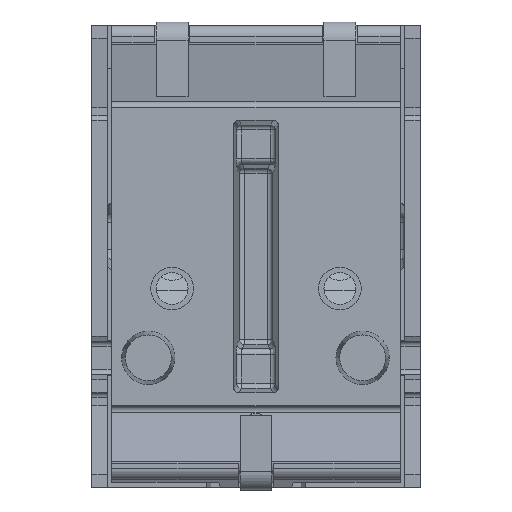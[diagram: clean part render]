
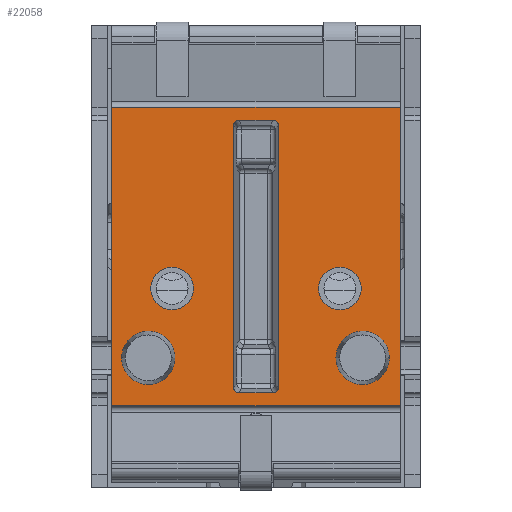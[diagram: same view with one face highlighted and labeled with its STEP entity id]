
A CAD part, front view. The second image highlights one B-rep face of the part: STEP entity #22058.
In plain terms, the highlighted planar face has unit normal (0, -1, 0).
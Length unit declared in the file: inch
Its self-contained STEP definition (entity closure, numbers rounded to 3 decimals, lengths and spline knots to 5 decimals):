
#129=DIRECTION('',(0.,0.,-1.));
#130=VECTOR('',#129,0.28);
#131=CARTESIAN_POINT('',(-0.1355,-0.025,0.14));
#132=LINE('',#131,#130);
#7770=CARTESIAN_POINT('',(0.07875,-0.025,-0.03));
#7771=DIRECTION('',(0.,-1.,0.));
#7772=DIRECTION('',(1.,0.,0.));
#7773=AXIS2_PLACEMENT_3D('',#7770,#7771,#7772);
#7778=CARTESIAN_POINT('',(0.07875,-0.025,-0.03));
#7779=DIRECTION('',(0.,-1.,0.));
#7780=DIRECTION('',(-1.,0.,0.));
#7781=AXIS2_PLACEMENT_3D('',#7778,#7779,#7780);
#7786=CARTESIAN_POINT('',(-0.07875,-0.025,-0.03));
#7787=DIRECTION('',(0.,-1.,0.));
#7788=DIRECTION('',(1.,0.,0.));
#7789=AXIS2_PLACEMENT_3D('',#7786,#7787,#7788);
#7794=CARTESIAN_POINT('',(-0.07875,-0.025,-0.03));
#7795=DIRECTION('',(0.,-1.,0.));
#7796=DIRECTION('',(-1.,0.,0.));
#7797=AXIS2_PLACEMENT_3D('',#7794,#7795,#7796);
#7802=DIRECTION('',(0.,0.,-1.));
#7803=VECTOR('',#7802,0.24601);
#7804=CARTESIAN_POINT('',(0.021,-0.025,0.123));
#7805=LINE('',#7804,#7803);
#7809=DIRECTION('',(1.,0.,0.));
#7810=VECTOR('',#7809,0.03203);
#7811=CARTESIAN_POINT('',(-0.01602,-0.025,0.128));
#7812=LINE('',#7811,#7810);
#7816=DIRECTION('',(0.,0.,-1.));
#7817=VECTOR('',#7816,0.24601);
#7818=CARTESIAN_POINT('',(-0.021,-0.025,0.123));
#7819=LINE('',#7818,#7817);
#7823=DIRECTION('',(1.,0.,0.));
#7824=VECTOR('',#7823,0.03203);
#7825=CARTESIAN_POINT('',(-0.01602,-0.025,-0.128));
#7826=LINE('',#7825,#7824);
#7830=DIRECTION('',(-1.,0.,0.));
#7831=VECTOR('',#7830,0.271);
#7832=CARTESIAN_POINT('',(0.1355,-0.025,0.14));
#7833=LINE('',#7832,#7831);
#7837=DIRECTION('',(-1.,0.,0.));
#7838=VECTOR('',#7837,0.271);
#7839=CARTESIAN_POINT('',(0.1355,-0.025,-0.14));
#7840=LINE('',#7839,#7838);
#7956=CARTESIAN_POINT('',(-0.101,-0.025,-0.095));
#7957=DIRECTION('',(0.,-1.,0.));
#7958=DIRECTION('',(1.,0.,0.));
#7959=AXIS2_PLACEMENT_3D('',#7956,#7957,#7958);
#7964=CARTESIAN_POINT('',(-0.101,-0.025,-0.095));
#7965=DIRECTION('',(0.,-1.,0.));
#7966=DIRECTION('',(-1.,0.,0.));
#7967=AXIS2_PLACEMENT_3D('',#7964,#7965,#7966);
#7972=CARTESIAN_POINT('',(0.1,-0.025,-0.095));
#7973=DIRECTION('',(0.,-1.,0.));
#7974=DIRECTION('',(1.,0.,0.));
#7975=AXIS2_PLACEMENT_3D('',#7972,#7973,#7974);
#7980=CARTESIAN_POINT('',(0.1,-0.025,-0.095));
#7981=DIRECTION('',(0.,-1.,0.));
#7982=DIRECTION('',(-1.,0.,0.));
#7983=AXIS2_PLACEMENT_3D('',#7980,#7981,#7982);
#10349=DIRECTION('',(0.,0.,-1.));
#10350=VECTOR('',#10349,0.28);
#10351=CARTESIAN_POINT('',(0.1355,-0.025,0.14));
#10352=LINE('',#10351,#10350);
#12195=CARTESIAN_POINT('',(0.01602,-0.025,0.128));
#12196=CARTESIAN_POINT('',(0.01685,-0.025,0.128));
#12197=CARTESIAN_POINT('',(0.01815,-0.025,0.12764));
#12198=CARTESIAN_POINT('',(0.01962,-0.025,0.12661));
#12199=CARTESIAN_POINT('',(0.02064,-0.025,0.12514));
#12200=CARTESIAN_POINT('',(0.021,-0.025,0.12384));
#12201=CARTESIAN_POINT('',(0.021,-0.025,0.123));
#12463=CARTESIAN_POINT('',(0.021,-0.025,-0.123));
#12464=CARTESIAN_POINT('',(0.021,-0.025,-0.12384));
#12465=CARTESIAN_POINT('',(0.02064,-0.025,-0.12514));
#12466=CARTESIAN_POINT('',(0.01962,-0.025,-0.12661));
#12467=CARTESIAN_POINT('',(0.01815,-0.025,-0.12764));
#12468=CARTESIAN_POINT('',(0.01685,-0.025,-0.128));
#12469=CARTESIAN_POINT('',(0.01602,-0.025,-0.128));
#12482=CARTESIAN_POINT('',(-0.01602,-0.025,-0.128));
#12483=CARTESIAN_POINT('',(-0.01685,-0.025,-0.128));
#12484=CARTESIAN_POINT('',(-0.01815,-0.025,-0.12764));
#12485=CARTESIAN_POINT('',(-0.01962,-0.025,-0.12661));
#12486=CARTESIAN_POINT('',(-0.02064,-0.025,-0.12514));
#12487=CARTESIAN_POINT('',(-0.021,-0.025,-0.12384));
#12488=CARTESIAN_POINT('',(-0.021,-0.025,-0.123));
#12574=CARTESIAN_POINT('',(-0.021,-0.025,0.123));
#12575=CARTESIAN_POINT('',(-0.021,-0.025,0.12384));
#12576=CARTESIAN_POINT('',(-0.02064,-0.025,0.12514));
#12577=CARTESIAN_POINT('',(-0.01962,-0.025,0.12661));
#12578=CARTESIAN_POINT('',(-0.01815,-0.025,0.12764));
#12579=CARTESIAN_POINT('',(-0.01685,-0.025,0.128));
#12580=CARTESIAN_POINT('',(-0.01602,-0.025,0.128));
#13866=CARTESIAN_POINT('',(0.09875,-0.025,-0.03));
#13867=CARTESIAN_POINT('',(0.05875,-0.025,-0.03));
#13868=VERTEX_POINT('',#13866);
#13869=VERTEX_POINT('',#13867);
#13870=CARTESIAN_POINT('',(-0.05875,-0.025,-0.03));
#13871=CARTESIAN_POINT('',(-0.09875,-0.025,-0.03));
#13872=VERTEX_POINT('',#13870);
#13873=VERTEX_POINT('',#13871);
#13985=CARTESIAN_POINT('',(0.021,-0.025,0.123));
#13987=VERTEX_POINT('',#13985);
#13989=CARTESIAN_POINT('',(0.01602,-0.025,0.128));
#13991=VERTEX_POINT('',#13989);
#14024=CARTESIAN_POINT('',(0.01602,-0.025,-0.128));
#14025=VERTEX_POINT('',#14024);
#14026=CARTESIAN_POINT('',(0.021,-0.025,-0.123));
#14027=VERTEX_POINT('',#14026);
#14029=CARTESIAN_POINT('',(-0.021,-0.025,-0.123));
#14031=VERTEX_POINT('',#14029);
#14033=CARTESIAN_POINT('',(-0.01602,-0.025,-0.128));
#14035=VERTEX_POINT('',#14033);
#14068=CARTESIAN_POINT('',(-0.01602,-0.025,0.128));
#14069=VERTEX_POINT('',#14068);
#14070=CARTESIAN_POINT('',(-0.021,-0.025,0.123));
#14071=VERTEX_POINT('',#14070);
#14198=CARTESIAN_POINT('',(-0.1355,-0.025,0.14));
#14200=VERTEX_POINT('',#14198);
#14212=CARTESIAN_POINT('',(-0.1355,-0.025,-0.14));
#14213=VERTEX_POINT('',#14212);
#14216=CARTESIAN_POINT('',(0.1355,-0.025,0.14));
#14218=VERTEX_POINT('',#14216);
#14230=CARTESIAN_POINT('',(0.1355,-0.025,-0.14));
#14231=VERTEX_POINT('',#14230);
#14412=CARTESIAN_POINT('',(-0.076,-0.025,-0.095));
#14413=CARTESIAN_POINT('',(-0.126,-0.025,-0.095));
#14414=VERTEX_POINT('',#14412);
#14415=VERTEX_POINT('',#14413);
#14416=CARTESIAN_POINT('',(0.125,-0.025,-0.095));
#14417=CARTESIAN_POINT('',(0.075,-0.025,-0.095));
#14418=VERTEX_POINT('',#14416);
#14419=VERTEX_POINT('',#14417);
#22003=CARTESIAN_POINT('',(-0.1355,-0.025,-0.2165));
#22004=DIRECTION('',(0.,-1.,0.));
#22005=DIRECTION('',(0.,0.,1.));
#22006=AXIS2_PLACEMENT_3D('',#22003,#22004,#22005);
#22007=PLANE('',#22006);
#22009=ORIENTED_EDGE('',*,*,#22008,.F.);
#22011=ORIENTED_EDGE('',*,*,#22010,.T.);
#22012=ORIENTED_EDGE('',*,*,#21995,.T.);
#22013=ORIENTED_EDGE('',*,*,#15950,.F.);
#22014=EDGE_LOOP('',(#22009,#22011,#22012,#22013));
#22015=FACE_OUTER_BOUND('',#22014,.F.);
#22017=ORIENTED_EDGE('',*,*,#22016,.T.);
#22019=ORIENTED_EDGE('',*,*,#22018,.T.);
#22020=EDGE_LOOP('',(#22017,#22019));
#22021=FACE_BOUND('',#22020,.F.);
#22023=ORIENTED_EDGE('',*,*,#22022,.T.);
#22025=ORIENTED_EDGE('',*,*,#22024,.T.);
#22026=EDGE_LOOP('',(#22023,#22025));
#22027=FACE_BOUND('',#22026,.F.);
#22029=ORIENTED_EDGE('',*,*,#22028,.F.);
#22031=ORIENTED_EDGE('',*,*,#22030,.F.);
#22033=ORIENTED_EDGE('',*,*,#22032,.F.);
#22035=ORIENTED_EDGE('',*,*,#22034,.F.);
#22037=ORIENTED_EDGE('',*,*,#22036,.T.);
#22039=ORIENTED_EDGE('',*,*,#22038,.F.);
#22041=ORIENTED_EDGE('',*,*,#22040,.T.);
#22043=ORIENTED_EDGE('',*,*,#22042,.F.);
#22044=EDGE_LOOP('',(#22029,#22031,#22033,#22035,#22037,#22039,#22041,#22043));
#22045=FACE_BOUND('',#22044,.F.);
#22047=ORIENTED_EDGE('',*,*,#22046,.T.);
#22049=ORIENTED_EDGE('',*,*,#22048,.T.);
#22050=EDGE_LOOP('',(#22047,#22049));
#22051=FACE_BOUND('',#22050,.F.);
#22053=ORIENTED_EDGE('',*,*,#22052,.T.);
#22055=ORIENTED_EDGE('',*,*,#22054,.T.);
#22056=EDGE_LOOP('',(#22053,#22055));
#22057=FACE_BOUND('',#22056,.F.);
#7774=CIRCLE('',#7773,0.02);
#7782=CIRCLE('',#7781,0.02);
#7790=CIRCLE('',#7789,0.02);
#7798=CIRCLE('',#7797,0.02);
#7960=CIRCLE('',#7959,0.025);
#7968=CIRCLE('',#7967,0.025);
#7976=CIRCLE('',#7975,0.025);
#7984=CIRCLE('',#7983,0.025);
#12202=B_SPLINE_CURVE_WITH_KNOTS('',3,(#12195,#12196,#12197,#12198,#12199,
#12200,#12201),.UNSPECIFIED.,.F.,.F.,(4,1,1,1,4),(0.,0.25,0.5,0.75,
1.),.UNSPECIFIED.);
#12470=B_SPLINE_CURVE_WITH_KNOTS('',3,(#12463,#12464,#12465,#12466,#12467,
#12468,#12469),.UNSPECIFIED.,.F.,.F.,(4,1,1,1,4),(0.,0.25,0.5,0.75,
1.),.UNSPECIFIED.);
#12489=B_SPLINE_CURVE_WITH_KNOTS('',3,(#12482,#12483,#12484,#12485,#12486,
#12487,#12488),.UNSPECIFIED.,.F.,.F.,(4,1,1,1,4),(0.,0.25,0.5,0.75,
1.),.UNSPECIFIED.);
#12581=B_SPLINE_CURVE_WITH_KNOTS('',3,(#12574,#12575,#12576,#12577,#12578,
#12579,#12580),.UNSPECIFIED.,.F.,.F.,(4,1,1,1,4),(0.,0.25,0.5,0.75,
1.),.UNSPECIFIED.);
#15950=EDGE_CURVE('',#14200,#14213,#132,.T.);
#21995=EDGE_CURVE('',#14231,#14213,#7840,.T.);
#22008=EDGE_CURVE('',#14218,#14200,#7833,.T.);
#22010=EDGE_CURVE('',#14218,#14231,#10352,.T.);
#22016=EDGE_CURVE('',#13868,#13869,#7774,.T.);
#22018=EDGE_CURVE('',#13869,#13868,#7782,.T.);
#22022=EDGE_CURVE('',#13872,#13873,#7790,.T.);
#22024=EDGE_CURVE('',#13873,#13872,#7798,.T.);
#22028=EDGE_CURVE('',#13987,#14027,#7805,.T.);
#22030=EDGE_CURVE('',#13991,#13987,#12202,.T.);
#22032=EDGE_CURVE('',#14069,#13991,#7812,.T.);
#22034=EDGE_CURVE('',#14071,#14069,#12581,.T.);
#22036=EDGE_CURVE('',#14071,#14031,#7819,.T.);
#22038=EDGE_CURVE('',#14035,#14031,#12489,.T.);
#22040=EDGE_CURVE('',#14035,#14025,#7826,.T.);
#22042=EDGE_CURVE('',#14027,#14025,#12470,.T.);
#22046=EDGE_CURVE('',#14414,#14415,#7960,.T.);
#22048=EDGE_CURVE('',#14415,#14414,#7968,.T.);
#22052=EDGE_CURVE('',#14418,#14419,#7976,.T.);
#22054=EDGE_CURVE('',#14419,#14418,#7984,.T.);
#22058=ADVANCED_FACE('',(#22015,#22021,#22027,#22045,#22051,#22057),#22007,.T.);
